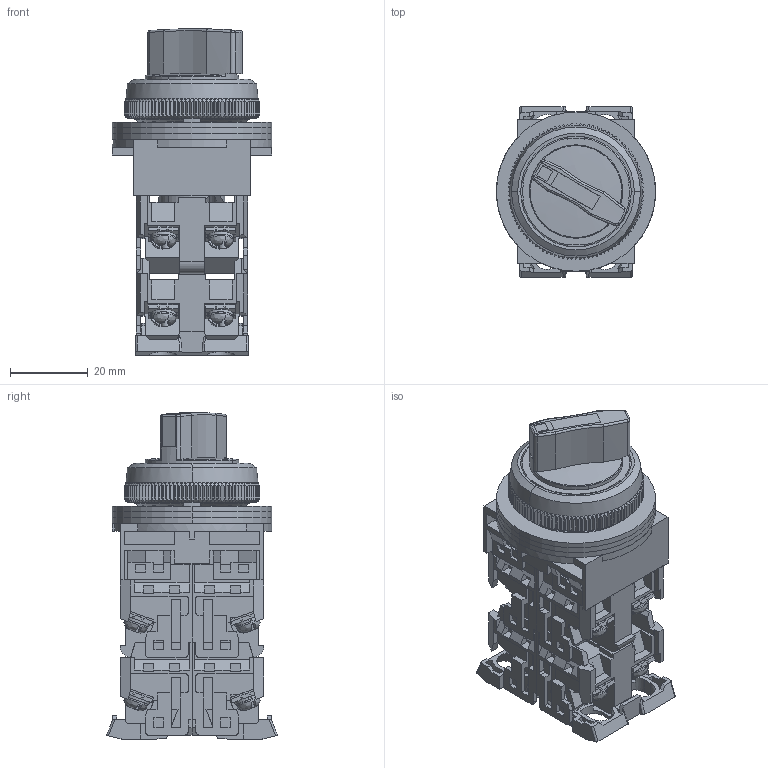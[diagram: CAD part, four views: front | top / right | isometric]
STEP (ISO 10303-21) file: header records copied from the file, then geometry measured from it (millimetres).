
FILE_DESCRIPTION (( 'STEP AP214' ), '1' );
FILE_NAME ('AR30PCR-551CBZC.step', '2018-02-13T19:28:20', ( '' ), ( '' ), 'SwSTEP 2.0', 'SolidWorks 2017', '' );
FILE_SCHEMA (( 'AUTOMOTIVE_DESIGN' ));
Length unit declared in the file: inch
Products named in the file (1): AR30PCR-551CBZC
Bounding box: 41 x 44 x 84 mm (x, y, z)
Volume: 51600.4 mm3; surface area: 48289.5 mm2
Topology: 39 solids, 39 shells, 2466 faces, 6925 edges, 4512 vertices
Faces by surface type: plane 1837, cylinder 386, cone 191, bspline 52
Entity records: 114355 total; most frequent: CARTESIAN_POINT 18982, ORIENTED_EDGE 13850, DIRECTION 12037, EDGE_CURVE 6925, LINE 5049, VECTOR 5049, VERTEX_POINT 4512, AXIS2_PLACEMENT_3D 3494
